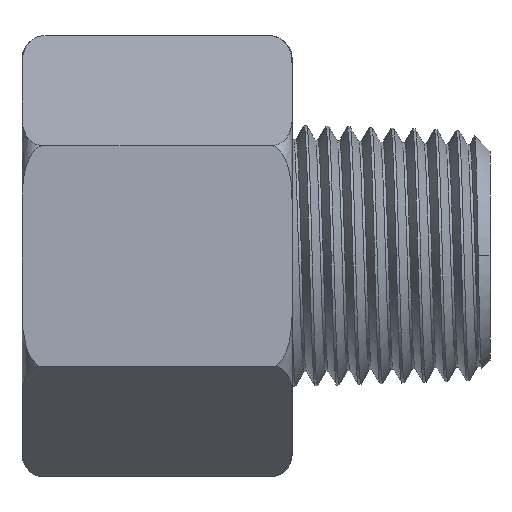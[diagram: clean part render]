
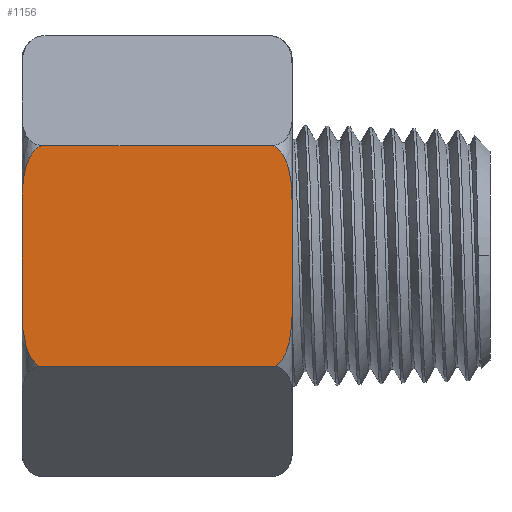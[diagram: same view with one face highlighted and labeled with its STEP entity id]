
A CAD part, front view. The second image highlights one B-rep face of the part: STEP entity #1156.
In plain terms, the highlighted face is planar.
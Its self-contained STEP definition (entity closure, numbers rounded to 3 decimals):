
#48=PLANE('',#1228);
#66=FACE_OUTER_BOUND('',#128,.T.);
#128=EDGE_LOOP('',(#830,#831,#832,#833,#834,#835,#836,#837));
#255=B_SPLINE_CURVE_WITH_KNOTS('',3,(#4387,#4388,#4389,#4390,#4391,#4392,
#4393,#4394,#4395,#4396,#4397,#4398,#4399,#4400,#4401,#4402),
 .UNSPECIFIED.,.F.,.F.,(4,2,2,2,2,2,2,4),(17.897,19.003,
20.108,20.601,21.094,21.393,21.692,
21.738),.UNSPECIFIED.);
#256=B_SPLINE_CURVE_WITH_KNOTS('',3,(#4403,#4404,#4405,#4406,#4407,#4408,
#4409,#4410,#4411,#4412,#4413,#4414,#4415,#4416,#4417,#4418),
 .UNSPECIFIED.,.F.,.F.,(4,2,2,2,2,2,2,4),(7.733,7.78,
8.079,8.378,8.871,9.364,10.469,
11.575),.UNSPECIFIED.);
#257=B_SPLINE_CURVE_WITH_KNOTS('',3,(#4420,#4421,#4422,#4423,#4424,#4425,
#4426,#4427,#4428,#4429,#4430,#4431,#4432,#4433,#4434,#4435,#4436,#4437),
 .UNSPECIFIED.,.F.,.F.,(4,2,2,2,2,2,2,2,4),(17.897,19.003,
20.108,20.601,21.094,21.393,21.692,
21.8,21.896),.UNSPECIFIED.);
#258=B_SPLINE_CURVE_WITH_KNOTS('',3,(#4441,#4442,#4443,#4444,#4445,#4446,
#4447,#4448,#4449,#4450,#4451,#4452,#4453,#4454,#4455,#4456,#4457,#4458),
 .UNSPECIFIED.,.F.,.F.,(4,2,2,2,2,2,2,2,4),(7.576,7.672,
7.78,8.079,8.378,8.871,9.364,
10.469,11.575),.UNSPECIFIED.);
#326=LINE('',#3997,#375);
#339=LINE('',#4366,#388);
#341=LINE('',#4439,#390);
#342=LINE('',#4459,#391);
#375=VECTOR('',#1321,1.);
#388=VECTOR('',#1356,1.);
#390=VECTOR('',#1360,1.);
#391=VECTOR('',#1361,1.);
#449=VERTEX_POINT('',#3995);
#450=VERTEX_POINT('',#3996);
#480=VERTEX_POINT('',#4348);
#481=VERTEX_POINT('',#4365);
#483=VERTEX_POINT('',#4386);
#484=VERTEX_POINT('',#4419);
#485=VERTEX_POINT('',#4438);
#486=VERTEX_POINT('',#4440);
#587=EDGE_CURVE('',#449,#450,#326,.T.);
#625=EDGE_CURVE('',#481,#480,#339,.T.);
#628=EDGE_CURVE('',#483,#481,#255,.T.);
#629=EDGE_CURVE('',#480,#449,#256,.T.);
#630=EDGE_CURVE('',#450,#484,#257,.T.);
#631=EDGE_CURVE('',#485,#484,#341,.T.);
#632=EDGE_CURVE('',#485,#486,#258,.T.);
#633=EDGE_CURVE('',#486,#483,#342,.T.);
#830=ORIENTED_EDGE('',*,*,#628,.T.);
#831=ORIENTED_EDGE('',*,*,#625,.T.);
#832=ORIENTED_EDGE('',*,*,#629,.T.);
#833=ORIENTED_EDGE('',*,*,#587,.T.);
#834=ORIENTED_EDGE('',*,*,#630,.T.);
#835=ORIENTED_EDGE('',*,*,#631,.F.);
#836=ORIENTED_EDGE('',*,*,#632,.T.);
#837=ORIENTED_EDGE('',*,*,#633,.T.);
#1156=ADVANCED_FACE('',(#66),#48,.T.);
#1228=AXIS2_PLACEMENT_3D('',#4385,#1358,#1359);
#1321=DIRECTION('',(0.,1.,0.));
#1356=DIRECTION('',(1.,0.,0.));
#1358=DIRECTION('center_axis',(0.,0.,1.));
#1359=DIRECTION('ref_axis',(0.,-1.,0.));
#1360=DIRECTION('',(1.,0.,0.));
#1361=DIRECTION('',(0.,-1.,0.));
#3995=CARTESIAN_POINT('',(17.571,-3.417,12.4));
#3996=CARTESIAN_POINT('',(17.571,3.325,12.4));
#3997=CARTESIAN_POINT('',(17.571,3.549,12.4));
#4348=CARTESIAN_POINT('',(16.445,-7.174,12.4));
#4365=CARTESIAN_POINT('',(1.125,-7.174,12.4));
#4366=CARTESIAN_POINT('',(0.,-7.174,12.4));
#4385=CARTESIAN_POINT('Origin',(0.,7.145,12.4));
#4386=CARTESIAN_POINT('',(0.,-3.417,12.4));
#4387=CARTESIAN_POINT('Ctrl Pts',(0.,-3.417,12.4));
#4388=CARTESIAN_POINT('Ctrl Pts',(0.,-3.785,12.4));
#4389=CARTESIAN_POINT('Ctrl Pts',(0.009,-4.191,
12.4));
#4390=CARTESIAN_POINT('Ctrl Pts',(0.077,-4.995,
12.4));
#4391=CARTESIAN_POINT('Ctrl Pts',(0.137,-5.394,12.4));
#4392=CARTESIAN_POINT('Ctrl Pts',(0.272,-5.909,12.4));
#4393=CARTESIAN_POINT('Ctrl Pts',(0.327,-6.081,12.4));
#4394=CARTESIAN_POINT('Ctrl Pts',(0.463,-6.414,12.4));
#4395=CARTESIAN_POINT('Ctrl Pts',(0.545,-6.573,12.4));
#4396=CARTESIAN_POINT('Ctrl Pts',(0.693,-6.792,12.4));
#4397=CARTESIAN_POINT('Ctrl Pts',(0.76,-6.879,12.4));
#4398=CARTESIAN_POINT('Ctrl Pts',(0.912,-7.033,12.4));
#4399=CARTESIAN_POINT('Ctrl Pts',(0.997,-7.1,12.4));
#4400=CARTESIAN_POINT('Ctrl Pts',(1.096,-7.158,12.4));
#4401=CARTESIAN_POINT('Ctrl Pts',(1.111,-7.166,12.4));
#4402=CARTESIAN_POINT('Ctrl Pts',(1.125,-7.174,12.4));
#4403=CARTESIAN_POINT('Ctrl Pts',(16.445,-7.174,12.4));
#4404=CARTESIAN_POINT('Ctrl Pts',(16.46,-7.166,12.4));
#4405=CARTESIAN_POINT('Ctrl Pts',(16.474,-7.158,12.4));
#4406=CARTESIAN_POINT('Ctrl Pts',(16.574,-7.1,12.4));
#4407=CARTESIAN_POINT('Ctrl Pts',(16.659,-7.033,12.4));
#4408=CARTESIAN_POINT('Ctrl Pts',(16.811,-6.879,12.4));
#4409=CARTESIAN_POINT('Ctrl Pts',(16.878,-6.792,12.4));
#4410=CARTESIAN_POINT('Ctrl Pts',(17.025,-6.573,12.4));
#4411=CARTESIAN_POINT('Ctrl Pts',(17.108,-6.414,12.4));
#4412=CARTESIAN_POINT('Ctrl Pts',(17.244,-6.081,12.4));
#4413=CARTESIAN_POINT('Ctrl Pts',(17.298,-5.909,12.4));
#4414=CARTESIAN_POINT('Ctrl Pts',(17.434,-5.394,12.4));
#4415=CARTESIAN_POINT('Ctrl Pts',(17.494,-4.995,12.4));
#4416=CARTESIAN_POINT('Ctrl Pts',(17.562,-4.191,12.4));
#4417=CARTESIAN_POINT('Ctrl Pts',(17.571,-3.785,12.4));
#4418=CARTESIAN_POINT('Ctrl Pts',(17.571,-3.417,12.4));
#4419=CARTESIAN_POINT('',(16.288,7.145,12.4));
#4420=CARTESIAN_POINT('Ctrl Pts',(17.571,3.325,12.4));
#4421=CARTESIAN_POINT('Ctrl Pts',(17.571,3.693,12.4));
#4422=CARTESIAN_POINT('Ctrl Pts',(17.562,4.098,12.4));
#4423=CARTESIAN_POINT('Ctrl Pts',(17.494,4.903,12.4));
#4424=CARTESIAN_POINT('Ctrl Pts',(17.434,5.301,12.4));
#4425=CARTESIAN_POINT('Ctrl Pts',(17.298,5.817,12.4));
#4426=CARTESIAN_POINT('Ctrl Pts',(17.244,5.989,12.4));
#4427=CARTESIAN_POINT('Ctrl Pts',(17.108,6.321,12.4));
#4428=CARTESIAN_POINT('Ctrl Pts',(17.025,6.481,12.4));
#4429=CARTESIAN_POINT('Ctrl Pts',(16.878,6.7,12.4));
#4430=CARTESIAN_POINT('Ctrl Pts',(16.811,6.786,12.4));
#4431=CARTESIAN_POINT('Ctrl Pts',(16.659,6.94,12.4));
#4432=CARTESIAN_POINT('Ctrl Pts',(16.574,7.008,12.4));
#4433=CARTESIAN_POINT('Ctrl Pts',(16.457,7.076,12.4));
#4434=CARTESIAN_POINT('Ctrl Pts',(16.421,7.094,12.4));
#4435=CARTESIAN_POINT('Ctrl Pts',(16.353,7.124,12.4));
#4436=CARTESIAN_POINT('Ctrl Pts',(16.32,7.136,12.4));
#4437=CARTESIAN_POINT('Ctrl Pts',(16.288,7.145,12.4));
#4438=CARTESIAN_POINT('',(1.283,7.145,12.4));
#4439=CARTESIAN_POINT('',(0.,7.145,12.4));
#4440=CARTESIAN_POINT('',(0.,3.325,12.4));
#4441=CARTESIAN_POINT('Ctrl Pts',(1.283,7.145,12.4));
#4442=CARTESIAN_POINT('Ctrl Pts',(1.251,7.136,12.4));
#4443=CARTESIAN_POINT('Ctrl Pts',(1.218,7.124,12.4));
#4444=CARTESIAN_POINT('Ctrl Pts',(1.149,7.094,12.4));
#4445=CARTESIAN_POINT('Ctrl Pts',(1.114,7.076,12.4));
#4446=CARTESIAN_POINT('Ctrl Pts',(0.997,7.008,12.4));
#4447=CARTESIAN_POINT('Ctrl Pts',(0.912,6.94,12.4));
#4448=CARTESIAN_POINT('Ctrl Pts',(0.76,6.786,12.4));
#4449=CARTESIAN_POINT('Ctrl Pts',(0.693,6.7,12.4));
#4450=CARTESIAN_POINT('Ctrl Pts',(0.545,6.481,12.4));
#4451=CARTESIAN_POINT('Ctrl Pts',(0.463,6.321,12.4));
#4452=CARTESIAN_POINT('Ctrl Pts',(0.327,5.989,12.4));
#4453=CARTESIAN_POINT('Ctrl Pts',(0.272,5.817,12.4));
#4454=CARTESIAN_POINT('Ctrl Pts',(0.137,5.301,12.4));
#4455=CARTESIAN_POINT('Ctrl Pts',(0.077,4.903,12.4));
#4456=CARTESIAN_POINT('Ctrl Pts',(0.009,4.098,12.4));
#4457=CARTESIAN_POINT('Ctrl Pts',(0.,3.693,12.4));
#4458=CARTESIAN_POINT('Ctrl Pts',(0.,3.325,12.4));
#4459=CARTESIAN_POINT('',(0.,3.549,12.4));
